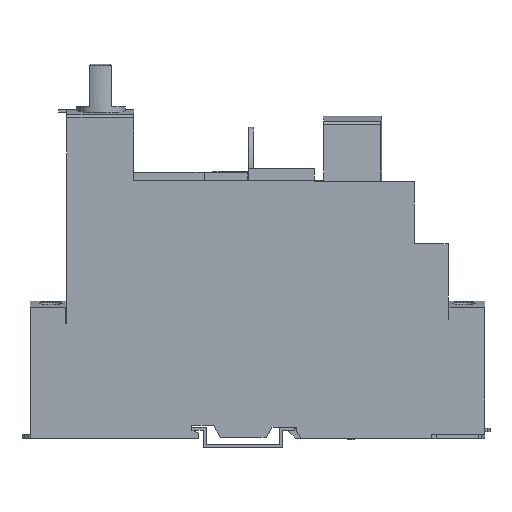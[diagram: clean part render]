
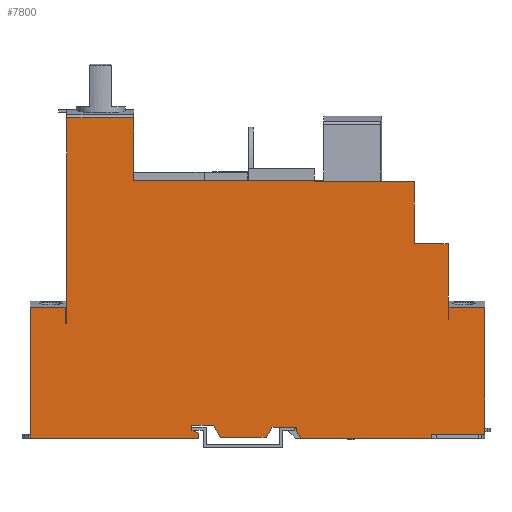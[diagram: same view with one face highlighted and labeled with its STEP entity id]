
A CAD part, left-side view. The second image highlights one B-rep face of the part: STEP entity #7800.
In plain terms, the highlighted planar face has unit normal (-1, 0, 0).
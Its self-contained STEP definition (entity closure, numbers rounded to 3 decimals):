
#2=DIRECTION('',(0.,-1.,0.));
#3=VECTOR('',#2,0.086);
#4=CARTESIAN_POINT('',(0.,99.3,2.96));
#5=LINE('',#4,#3);
#6=DIRECTION('',(0.,-0.906,-0.423));
#7=VECTOR('',#6,2.443);
#8=CARTESIAN_POINT('',(0.,99.214,2.96));
#9=LINE('',#8,#7);
#10=DIRECTION('',(0.,0.,-1.));
#11=VECTOR('',#10,1.927);
#12=CARTESIAN_POINT('',(0.,97.,1.927));
#13=LINE('',#12,#11);
#14=DIRECTION('',(0.,1.,0.));
#15=VECTOR('',#14,57.);
#16=CARTESIAN_POINT('',(0.,97.,0.));
#17=LINE('',#16,#15);
#18=DIRECTION('',(0.,0.,-1.));
#19=VECTOR('',#18,5.5);
#20=CARTESIAN_POINT('',(0.,141.9,44.6));
#21=LINE('',#20,#19);
#22=DIRECTION('',(0.,-1.,0.));
#23=VECTOR('',#22,0.3);
#24=CARTESIAN_POINT('',(0.,141.9,39.1));
#25=LINE('',#24,#23);
#26=DIRECTION('',(0.,0.,1.));
#27=VECTOR('',#26,69.713);
#28=CARTESIAN_POINT('',(0.,141.6,39.1));
#29=LINE('',#28,#27);
#30=DIRECTION('',(0.,0.,-1.));
#31=VECTOR('',#30,21.213);
#32=CARTESIAN_POINT('',(0.,119.,108.813));
#33=LINE('',#32,#31);
#34=DIRECTION('',(0.,-1.,0.));
#35=VECTOR('',#34,61.4);
#36=CARTESIAN_POINT('',(0.,119.,87.6));
#37=LINE('',#36,#35);
#38=DIRECTION('',(0.,0.,-1.));
#39=VECTOR('',#38,0.4);
#40=CARTESIAN_POINT('',(0.,57.6,87.6));
#41=LINE('',#40,#39);
#42=DIRECTION('',(0.,-1.,0.));
#43=VECTOR('',#42,33.7);
#44=CARTESIAN_POINT('',(0.,57.6,87.2));
#45=LINE('',#44,#43);
#46=DIRECTION('',(0.,0.,-1.));
#47=VECTOR('',#46,21.);
#48=CARTESIAN_POINT('',(0.,23.9,87.2));
#49=LINE('',#48,#47);
#50=DIRECTION('',(0.,-1.,0.));
#51=VECTOR('',#50,11.5);
#52=CARTESIAN_POINT('',(0.,23.9,66.2));
#53=LINE('',#52,#51);
#54=DIRECTION('',(0.,0.,-1.));
#55=VECTOR('',#54,25.6);
#56=CARTESIAN_POINT('',(0.,12.4,66.2));
#57=LINE('',#56,#55);
#58=DIRECTION('',(0.,-1.,0.));
#59=VECTOR('',#58,0.3);
#60=CARTESIAN_POINT('',(0.,12.4,40.6));
#61=LINE('',#60,#59);
#62=DIRECTION('',(0.,0.,1.));
#63=VECTOR('',#62,4.);
#64=CARTESIAN_POINT('',(0.,12.1,40.6));
#65=LINE('',#64,#63);
#66=DIRECTION('',(0.,1.,0.));
#67=VECTOR('',#66,44.2);
#68=CARTESIAN_POINT('',(0.,18.,0.));
#69=LINE('',#68,#67);
#70=DIRECTION('',(0.,0.5,0.866));
#71=VECTOR('',#70,3.);
#72=CARTESIAN_POINT('',(0.,62.2,0.));
#73=LINE('',#72,#71);
#74=DIRECTION('',(0.,0.,1.));
#75=VECTOR('',#74,1.402);
#76=CARTESIAN_POINT('',(0.,63.7,2.598));
#77=LINE('',#76,#75);
#78=DIRECTION('',(0.,0.5,-0.866));
#79=VECTOR('',#78,4.041);
#80=CARTESIAN_POINT('',(0.,72.079,4.));
#81=LINE('',#80,#79);
#82=DIRECTION('',(0.,1.,0.));
#83=VECTOR('',#82,15.4);
#84=CARTESIAN_POINT('',(0.,74.1,0.5));
#85=LINE('',#84,#83);
#86=DIRECTION('',(0.,0.5,0.866));
#87=VECTOR('',#86,4.85);
#88=CARTESIAN_POINT('',(0.,89.5,0.5));
#89=LINE('',#88,#87);
#90=DIRECTION('',(0.,1.,0.));
#91=VECTOR('',#90,7.375);
#92=CARTESIAN_POINT('',(0.,91.925,4.7));
#93=LINE('',#92,#91);
#94=DIRECTION('',(0.,0.,1.));
#95=VECTOR('',#94,1.74);
#96=CARTESIAN_POINT('',(0.,99.3,2.96));
#97=LINE('',#96,#95);
#154=DIRECTION('',(0.,-1.,0.));
#155=VECTOR('',#154,8.379);
#156=CARTESIAN_POINT('',(0.,72.079,4.));
#157=LINE('',#156,#155);
#914=DIRECTION('',(0.,0.,-1.));
#915=VECTOR('',#914,44.6);
#916=CARTESIAN_POINT('',(0.,154.,44.6));
#917=LINE('',#916,#915);
#942=DIRECTION('',(0.,1.,0.));
#943=VECTOR('',#942,12.1);
#944=CARTESIAN_POINT('',(0.,141.9,44.6));
#945=LINE('',#944,#943);
#1710=DIRECTION('',(0.,1.,0.));
#1711=VECTOR('',#1710,12.1);
#1712=CARTESIAN_POINT('',(0.,0.,44.6));
#1713=LINE('',#1712,#1711);
#1808=DIRECTION('',(0.,0.,1.));
#1809=VECTOR('',#1808,43.);
#1810=CARTESIAN_POINT('',(0.,0.,1.6));
#1811=LINE('',#1810,#1809);
#1971=DIRECTION('',(0.,0.,1.));
#1972=VECTOR('',#1971,1.6);
#1973=CARTESIAN_POINT('',(0.,18.,0.));
#1974=LINE('',#1973,#1972);
#2016=DIRECTION('',(0.,-1.,0.));
#2017=VECTOR('',#2016,18.);
#2018=CARTESIAN_POINT('',(0.,18.,1.6));
#2019=LINE('',#2018,#2017);
#4019=DIRECTION('',(0.,1.,0.));
#4020=VECTOR('',#4019,22.6);
#4021=CARTESIAN_POINT('',(0.,119.,108.813));
#4022=LINE('',#4021,#4020);
#5897=CARTESIAN_POINT('',(0.,119.,87.6));
#5898=CARTESIAN_POINT('',(0.,57.6,87.6));
#5899=VERTEX_POINT('',#5897);
#5900=VERTEX_POINT('',#5898);
#5901=CARTESIAN_POINT('',(0.,57.6,87.2));
#5902=VERTEX_POINT('',#5901);
#5903=CARTESIAN_POINT('',(0.,23.9,87.2));
#5904=VERTEX_POINT('',#5903);
#5905=CARTESIAN_POINT('',(0.,23.9,66.2));
#5906=VERTEX_POINT('',#5905);
#5907=CARTESIAN_POINT('',(0.,12.4,66.2));
#5908=VERTEX_POINT('',#5907);
#5909=CARTESIAN_POINT('',(0.,12.4,40.6));
#5910=VERTEX_POINT('',#5909);
#5911=CARTESIAN_POINT('',(0.,12.1,40.6));
#5912=VERTEX_POINT('',#5911);
#5913=CARTESIAN_POINT('',(0.,12.1,44.6));
#5914=VERTEX_POINT('',#5913);
#5915=CARTESIAN_POINT('',(0.,0.,44.6));
#5916=VERTEX_POINT('',#5915);
#5917=CARTESIAN_POINT('',(0.,0.,1.6));
#5918=VERTEX_POINT('',#5917);
#5919=CARTESIAN_POINT('',(0.,18.,1.6));
#5920=VERTEX_POINT('',#5919);
#5921=CARTESIAN_POINT('',(0.,18.,0.));
#5922=VERTEX_POINT('',#5921);
#5923=CARTESIAN_POINT('',(0.,62.2,0.));
#5924=VERTEX_POINT('',#5923);
#5925=CARTESIAN_POINT('',(0.,63.7,2.598));
#5926=VERTEX_POINT('',#5925);
#5927=CARTESIAN_POINT('',(0.,63.7,4.));
#5928=VERTEX_POINT('',#5927);
#5929=CARTESIAN_POINT('',(0.,97.,1.927));
#5930=CARTESIAN_POINT('',(0.,97.,0.));
#5931=VERTEX_POINT('',#5929);
#5932=VERTEX_POINT('',#5930);
#5933=CARTESIAN_POINT('',(0.,154.,0.));
#5934=VERTEX_POINT('',#5933);
#5935=CARTESIAN_POINT('',(0.,154.,44.6));
#5936=VERTEX_POINT('',#5935);
#5937=CARTESIAN_POINT('',(0.,141.9,44.6));
#5938=VERTEX_POINT('',#5937);
#5939=CARTESIAN_POINT('',(0.,141.9,39.1));
#5940=VERTEX_POINT('',#5939);
#5941=CARTESIAN_POINT('',(0.,141.6,39.1));
#5942=VERTEX_POINT('',#5941);
#5943=CARTESIAN_POINT('',(0.,141.6,108.813));
#5944=VERTEX_POINT('',#5943);
#5945=CARTESIAN_POINT('',(0.,119.,108.813));
#5946=VERTEX_POINT('',#5945);
#5947=CARTESIAN_POINT('',(0.,72.079,4.));
#5948=CARTESIAN_POINT('',(0.,74.1,0.5));
#5949=VERTEX_POINT('',#5947);
#5950=VERTEX_POINT('',#5948);
#5951=CARTESIAN_POINT('',(0.,89.5,0.5));
#5952=VERTEX_POINT('',#5951);
#5953=CARTESIAN_POINT('',(0.,91.925,4.7));
#5954=VERTEX_POINT('',#5953);
#5955=CARTESIAN_POINT('',(0.,99.3,4.7));
#5956=VERTEX_POINT('',#5955);
#7661=CARTESIAN_POINT('',(0.,99.3,2.96));
#7662=CARTESIAN_POINT('',(0.,99.214,2.96));
#7663=VERTEX_POINT('',#7661);
#7664=VERTEX_POINT('',#7662);
#7729=CARTESIAN_POINT('',(0.,0.,0.));
#7730=DIRECTION('',(-1.,0.,0.));
#7731=DIRECTION('',(0.,0.,1.));
#7732=AXIS2_PLACEMENT_3D('',#7729,#7730,#7731);
#7733=PLANE('',#7732);
#7735=ORIENTED_EDGE('',*,*,#7734,.F.);
#7737=ORIENTED_EDGE('',*,*,#7736,.T.);
#7739=ORIENTED_EDGE('',*,*,#7738,.T.);
#7741=ORIENTED_EDGE('',*,*,#7740,.T.);
#7743=ORIENTED_EDGE('',*,*,#7742,.T.);
#7745=ORIENTED_EDGE('',*,*,#7744,.F.);
#7747=ORIENTED_EDGE('',*,*,#7746,.F.);
#7749=ORIENTED_EDGE('',*,*,#7748,.T.);
#7751=ORIENTED_EDGE('',*,*,#7750,.T.);
#7753=ORIENTED_EDGE('',*,*,#7752,.T.);
#7755=ORIENTED_EDGE('',*,*,#7754,.F.);
#7757=ORIENTED_EDGE('',*,*,#7756,.T.);
#7759=ORIENTED_EDGE('',*,*,#7758,.T.);
#7761=ORIENTED_EDGE('',*,*,#7760,.T.);
#7763=ORIENTED_EDGE('',*,*,#7762,.T.);
#7765=ORIENTED_EDGE('',*,*,#7764,.T.);
#7767=ORIENTED_EDGE('',*,*,#7766,.T.);
#7769=ORIENTED_EDGE('',*,*,#7768,.T.);
#7771=ORIENTED_EDGE('',*,*,#7770,.T.);
#7773=ORIENTED_EDGE('',*,*,#7772,.T.);
#7775=ORIENTED_EDGE('',*,*,#7774,.F.);
#7777=ORIENTED_EDGE('',*,*,#7776,.F.);
#7779=ORIENTED_EDGE('',*,*,#7778,.F.);
#7781=ORIENTED_EDGE('',*,*,#7780,.F.);
#7783=ORIENTED_EDGE('',*,*,#7782,.T.);
#7785=ORIENTED_EDGE('',*,*,#7784,.T.);
#7787=ORIENTED_EDGE('',*,*,#7786,.T.);
#7789=ORIENTED_EDGE('',*,*,#7788,.F.);
#7791=ORIENTED_EDGE('',*,*,#7790,.T.);
#7793=ORIENTED_EDGE('',*,*,#7792,.T.);
#7795=ORIENTED_EDGE('',*,*,#7794,.T.);
#7797=ORIENTED_EDGE('',*,*,#7796,.T.);
#7798=EDGE_LOOP('',(#7735,#7737,#7739,#7741,#7743,#7745,#7747,#7749,#7751,#7753,
#7755,#7757,#7759,#7761,#7763,#7765,#7767,#7769,#7771,#7773,#7775,#7777,#7779,
#7781,#7783,#7785,#7787,#7789,#7791,#7793,#7795,#7797));
#7799=FACE_OUTER_BOUND('',#7798,.F.);
#7734=EDGE_CURVE('',#7663,#5956,#97,.T.);
#7736=EDGE_CURVE('',#7663,#7664,#5,.T.);
#7738=EDGE_CURVE('',#7664,#5931,#9,.T.);
#7740=EDGE_CURVE('',#5931,#5932,#13,.T.);
#7742=EDGE_CURVE('',#5932,#5934,#17,.T.);
#7744=EDGE_CURVE('',#5936,#5934,#917,.T.);
#7746=EDGE_CURVE('',#5938,#5936,#945,.T.);
#7748=EDGE_CURVE('',#5938,#5940,#21,.T.);
#7750=EDGE_CURVE('',#5940,#5942,#25,.T.);
#7752=EDGE_CURVE('',#5942,#5944,#29,.T.);
#7754=EDGE_CURVE('',#5946,#5944,#4022,.T.);
#7756=EDGE_CURVE('',#5946,#5899,#33,.T.);
#7758=EDGE_CURVE('',#5899,#5900,#37,.T.);
#7760=EDGE_CURVE('',#5900,#5902,#41,.T.);
#7762=EDGE_CURVE('',#5902,#5904,#45,.T.);
#7764=EDGE_CURVE('',#5904,#5906,#49,.T.);
#7766=EDGE_CURVE('',#5906,#5908,#53,.T.);
#7768=EDGE_CURVE('',#5908,#5910,#57,.T.);
#7770=EDGE_CURVE('',#5910,#5912,#61,.T.);
#7772=EDGE_CURVE('',#5912,#5914,#65,.T.);
#7774=EDGE_CURVE('',#5916,#5914,#1713,.T.);
#7776=EDGE_CURVE('',#5918,#5916,#1811,.T.);
#7778=EDGE_CURVE('',#5920,#5918,#2019,.T.);
#7780=EDGE_CURVE('',#5922,#5920,#1974,.T.);
#7782=EDGE_CURVE('',#5922,#5924,#69,.T.);
#7784=EDGE_CURVE('',#5924,#5926,#73,.T.);
#7786=EDGE_CURVE('',#5926,#5928,#77,.T.);
#7788=EDGE_CURVE('',#5949,#5928,#157,.T.);
#7790=EDGE_CURVE('',#5949,#5950,#81,.T.);
#7792=EDGE_CURVE('',#5950,#5952,#85,.T.);
#7794=EDGE_CURVE('',#5952,#5954,#89,.T.);
#7796=EDGE_CURVE('',#5954,#5956,#93,.T.);
#7800=ADVANCED_FACE('',(#7799),#7733,.T.);
